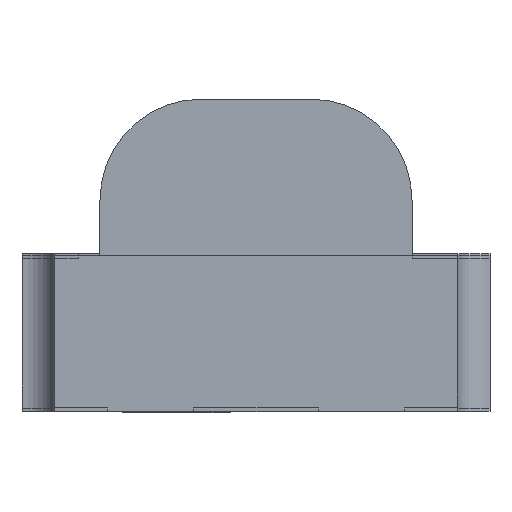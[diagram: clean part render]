
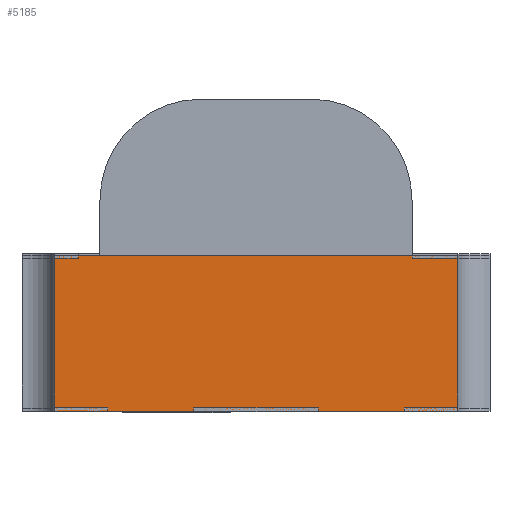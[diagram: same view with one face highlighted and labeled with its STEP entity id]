
A CAD part, top view. The second image highlights one B-rep face of the part: STEP entity #5185.
In plain terms, the highlighted planar face has unit normal (0, 0, 1).
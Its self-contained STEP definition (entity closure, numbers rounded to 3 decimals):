
#473 = LINE ( 'NONE', #474, #10780 ) ;
#474 = CARTESIAN_POINT ( 'NONE',  ( 0.145, -0.5, 0.5 ) ) ;
#475 = DIRECTION ( 'NONE',  ( 1., 0., 0. ) ) ;
#1338 = ORIENTED_EDGE ( 'NONE', *, *, #13738, .F. ) ;
#1340 = ORIENTED_EDGE ( 'NONE', *, *, #5263, .T. ) ;
#1341 = ORIENTED_EDGE ( 'NONE', *, *, #13294, .T. ) ;
#1342 = ORIENTED_EDGE ( 'NONE', *, *, #13295, .F. ) ;
#3222 = PLANE ( 'NONE',  #14103 ) ;
#3223 = CARTESIAN_POINT ( 'NONE',  ( 0.145, -2.915, 0.5 ) ) ;
#3224 = DIRECTION ( 'NONE',  ( 0., 0., 1. ) ) ;
#3225 = DIRECTION ( 'NONE',  ( 1., 0., 0. ) ) ;
#5185 = ADVANCED_FACE ( 'NONE', ( #14107 ), #3222, .T. ) ;
#5263 = EDGE_CURVE ( 'NONE', #9689, #9688, #473, .T. ) ;
#5429 = VECTOR ( 'NONE', #6147, 1000. ) ;
#6145 = LINE ( 'NONE', #6146, #5429 ) ;
#6146 = CARTESIAN_POINT ( 'NONE',  ( 0.145, 0.5, 0.5 ) ) ;
#6147 = DIRECTION ( 'NONE',  ( 1., 0., 0. ) ) ;
#8377 = LINE ( 'NONE', #8378, #10181 ) ;
#8378 = CARTESIAN_POINT ( 'NONE',  ( 1.29, 1.5, 0.5 ) ) ;
#8379 = DIRECTION ( 'NONE',  ( 0., 1., 0. ) ) ;
#8380 = LINE ( 'NONE', #8381, #10182 ) ;
#8381 = CARTESIAN_POINT ( 'NONE',  ( -1.29, 1.5, 0.5 ) ) ;
#8382 = DIRECTION ( 'NONE',  ( 0., 1., 0. ) ) ;
#9627 = VERTEX_POINT ( 'NONE', #11505 ) ;
#9628 = VERTEX_POINT ( 'NONE', #11506 ) ;
#9688 = VERTEX_POINT ( 'NONE', #11566 ) ;
#9689 = VERTEX_POINT ( 'NONE', #11567 ) ;
#10181 = VECTOR ( 'NONE', #8379, 1000. ) ;
#10182 = VECTOR ( 'NONE', #8382, 1000. ) ;
#10780 = VECTOR ( 'NONE', #475, 1000. ) ;
#11505 = CARTESIAN_POINT ( 'NONE',  ( -1.29, 0.5, 0.5 ) ) ;
#11506 = CARTESIAN_POINT ( 'NONE',  ( 1.29, 0.5, 0.5 ) ) ;
#11566 = CARTESIAN_POINT ( 'NONE',  ( 1.29, -0.5, 0.5 ) ) ;
#11567 = CARTESIAN_POINT ( 'NONE',  ( -1.29, -0.5, 0.5 ) ) ;
#11975 = EDGE_LOOP ( 'NONE', ( #1340, #1341, #1338, #1342 ) ) ;
#13294 = EDGE_CURVE ( 'NONE', #9688, #9628, #8377, .T. ) ;
#13295 = EDGE_CURVE ( 'NONE', #9689, #9627, #8380, .T. ) ;
#13738 = EDGE_CURVE ( 'NONE', #9627, #9628, #6145, .T. ) ;
#14103 = AXIS2_PLACEMENT_3D ( 'NONE', #3223, #3224, #3225 ) ;
#14107 = FACE_OUTER_BOUND ( 'NONE', #11975, .T. ) ;
